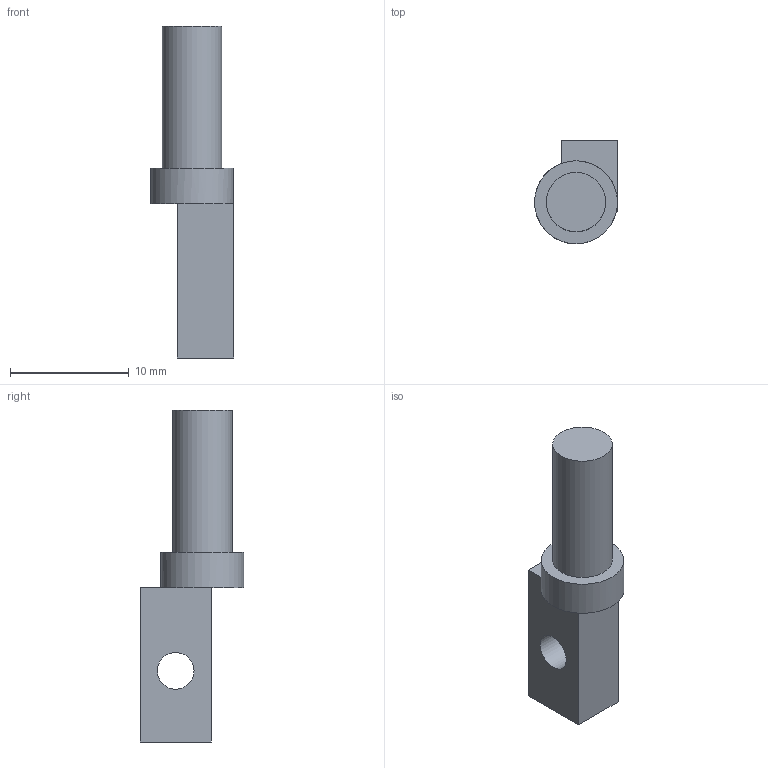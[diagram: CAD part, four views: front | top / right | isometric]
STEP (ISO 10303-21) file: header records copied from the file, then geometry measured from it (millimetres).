
FILE_DESCRIPTION(/* description */ (''),/* implementation_level */ '2;1');
FILE_NAME(/* name */ 'Pive1VD v1.step',/* time_stamp */ '2023-06-10T15:25:26+02:00',/* author */ (''),/* organization */ (''),/* preprocessor_version */ 'ST-DEVELOPER v19.2',/* originating_system */ 'Autodesk Translation Framework v12.4.0.73',/* authorisation */ '');
FILE_SCHEMA (('AUTOMOTIVE_DESIGN { 1 0 10303 214 3 1 1 }'));
Length unit declared in the file: millimetre
Products named in the file (1): Piève1VD
Bounding box: 7 x 8.75 x 28 mm (x, y, z)
Volume: 685.7 mm3; surface area: 664.2 mm2
Topology: 1 solids, 1 shells, 13 faces, 27 edges, 17 vertices
Faces by surface type: plane 10, cylinder 3
Full cylindrical faces by diameter (mm): 3.1 x1, 5 x1, 7 x1
Entity records: 383 total; most frequent: DIRECTION 64, CARTESIAN_POINT 58, ORIENTED_EDGE 54, EDGE_CURVE 27, AXIS2_PLACEMENT_3D 23, LINE 18, VECTOR 18, VERTEX_POINT 17
